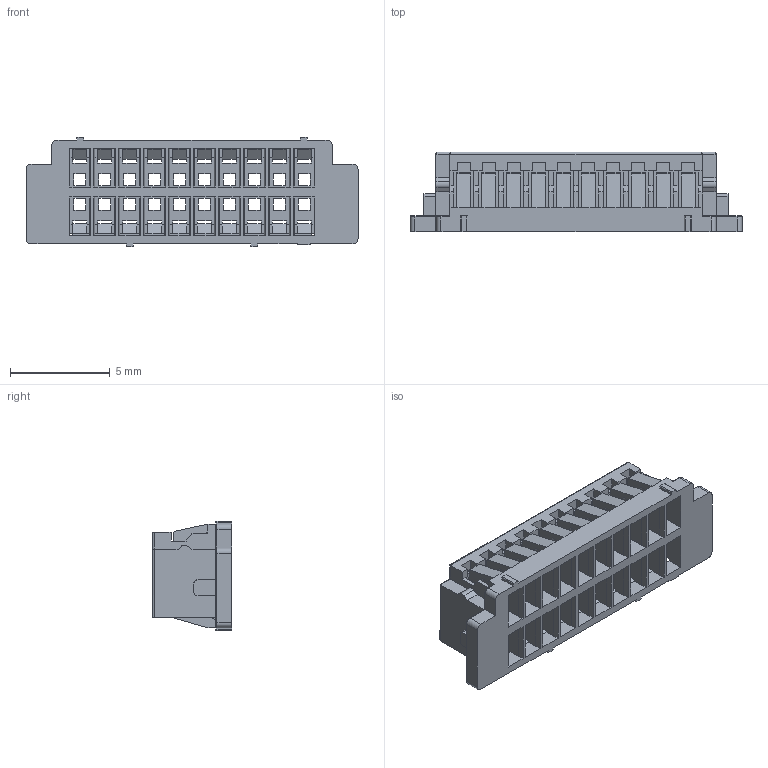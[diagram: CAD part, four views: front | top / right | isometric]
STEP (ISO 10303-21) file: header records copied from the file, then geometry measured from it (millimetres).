
FILE_DESCRIPTION((''),'2;1');
FILE_NAME('ASM0001_ASM','2024-06-04T',('工程三'),(''),'PRO/ENGINEER BY PARAMETRIC TECHNOLOGY CORPORATION, 2010280','PRO/ENGINEER BY PARAMETRIC TECHNOLOGY CORPORATION, 2010280','');
FILE_SCHEMA(('CONFIG_CONTROL_DESIGN'));
Length unit declared in the file: millimetre
Products named in the file (1): ASM0001_ASM
Bounding box: 16.65 x 4 x 5.5 mm (x, y, z)
Volume: 131.7 mm3; surface area: 731.3 mm2
Topology: 1 solids, 1 shells, 813 faces, 2300 edges, 1459 vertices
Faces by surface type: plane 769, cylinder 38, torus 6
Entity records: 25857 total; most frequent: CARTESIAN_POINT 4639, ORIENTED_EDGE 4600, DIRECTION 3978, EDGE_CURVE 2300, VECTOR 2228, LINE 2228, VERTEX_POINT 1459, EDGE_LOOP 903
